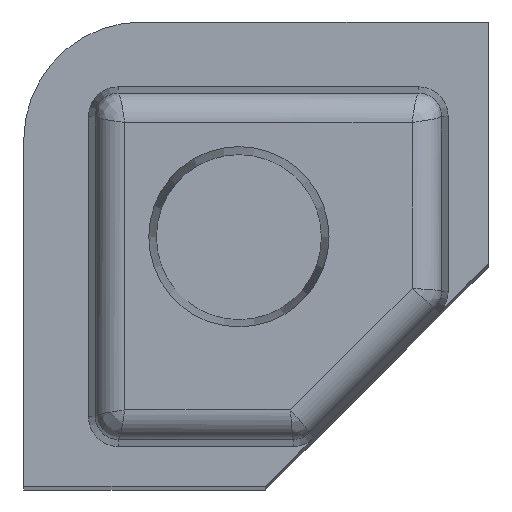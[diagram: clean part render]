
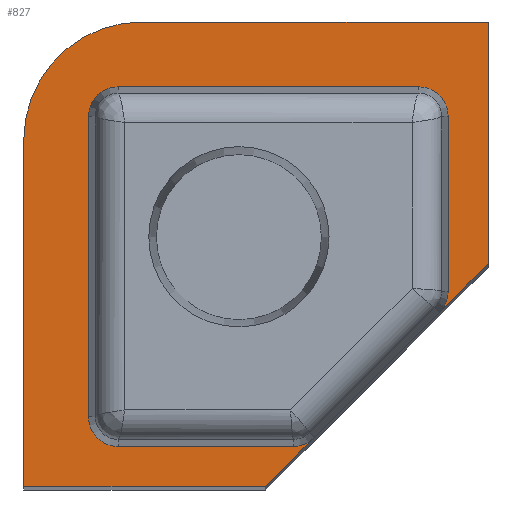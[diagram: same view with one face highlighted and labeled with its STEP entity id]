
A CAD part, top view. The second image highlights one B-rep face of the part: STEP entity #827.
In plain terms, the highlighted planar face has unit normal (0, 0, 1).
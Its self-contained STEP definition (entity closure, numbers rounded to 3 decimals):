
#25=CIRCLE('',#889,0.5);
#26=CIRCLE('',#892,0.5);
#28=CIRCLE('',#897,0.5);
#29=CIRCLE('',#900,0.5);
#30=CIRCLE('',#903,0.5);
#32=CIRCLE('',#907,2.);
#59=PLANE('',#906);
#122=FACE_OUTER_BOUND('',#178,.T.);
#178=EDGE_LOOP('',(#725,#726,#727,#728,#729,#730,#731,#732,#733,#734,#735,
#736,#737,#738,#739,#740));
#229=LINE('',#2130,#299);
#233=LINE('',#2139,#303);
#236=LINE('',#2147,#306);
#239=LINE('',#2158,#309);
#244=LINE('',#2175,#314);
#245=LINE('',#2177,#315);
#246=LINE('',#2179,#316);
#247=LINE('',#2183,#317);
#248=LINE('',#2185,#318);
#249=LINE('',#2186,#319);
#299=VECTOR('',#1026,10.);
#303=VECTOR('',#1036,10.);
#306=VECTOR('',#1045,10.);
#309=VECTOR('',#1058,10.);
#314=VECTOR('',#1079,10.);
#315=VECTOR('',#1080,10.);
#316=VECTOR('',#1081,10.);
#317=VECTOR('',#1084,10.);
#318=VECTOR('',#1085,10.);
#319=VECTOR('',#1086,10.);
#404=VERTEX_POINT('',#2127);
#405=VERTEX_POINT('',#2129);
#406=VERTEX_POINT('',#2133);
#407=VERTEX_POINT('',#2137);
#408=VERTEX_POINT('',#2141);
#409=VERTEX_POINT('',#2145);
#411=VERTEX_POINT('',#2152);
#412=VERTEX_POINT('',#2156);
#413=VERTEX_POINT('',#2160);
#414=VERTEX_POINT('',#2164);
#416=VERTEX_POINT('',#2174);
#417=VERTEX_POINT('',#2176);
#418=VERTEX_POINT('',#2178);
#419=VERTEX_POINT('',#2180);
#420=VERTEX_POINT('',#2182);
#421=VERTEX_POINT('',#2184);
#503=EDGE_CURVE('',#405,#404,#229,.T.);
#506=EDGE_CURVE('',#404,#406,#25,.T.);
#508=EDGE_CURVE('',#406,#407,#233,.T.);
#510=EDGE_CURVE('',#407,#408,#26,.T.);
#512=EDGE_CURVE('',#408,#409,#236,.T.);
#515=EDGE_CURVE('',#409,#411,#28,.T.);
#517=EDGE_CURVE('',#411,#412,#239,.T.);
#519=EDGE_CURVE('',#412,#413,#29,.T.);
#522=EDGE_CURVE('',#414,#405,#30,.T.);
#525=EDGE_CURVE('',#416,#413,#244,.T.);
#526=EDGE_CURVE('',#417,#416,#245,.T.);
#527=EDGE_CURVE('',#418,#417,#246,.T.);
#528=EDGE_CURVE('',#419,#418,#32,.T.);
#529=EDGE_CURVE('',#420,#419,#247,.T.);
#530=EDGE_CURVE('',#421,#420,#248,.T.);
#531=EDGE_CURVE('',#414,#421,#249,.T.);
#725=ORIENTED_EDGE('',*,*,#522,.T.);
#726=ORIENTED_EDGE('',*,*,#503,.T.);
#727=ORIENTED_EDGE('',*,*,#506,.T.);
#728=ORIENTED_EDGE('',*,*,#508,.T.);
#729=ORIENTED_EDGE('',*,*,#510,.T.);
#730=ORIENTED_EDGE('',*,*,#512,.T.);
#731=ORIENTED_EDGE('',*,*,#515,.T.);
#732=ORIENTED_EDGE('',*,*,#517,.T.);
#733=ORIENTED_EDGE('',*,*,#519,.T.);
#734=ORIENTED_EDGE('',*,*,#525,.F.);
#735=ORIENTED_EDGE('',*,*,#526,.F.);
#736=ORIENTED_EDGE('',*,*,#527,.F.);
#737=ORIENTED_EDGE('',*,*,#528,.F.);
#738=ORIENTED_EDGE('',*,*,#529,.F.);
#739=ORIENTED_EDGE('',*,*,#530,.F.);
#740=ORIENTED_EDGE('',*,*,#531,.F.);
#827=ADVANCED_FACE('',(#122),#59,.T.);
#889=AXIS2_PLACEMENT_3D('',#2135,#1031,#1032);
#892=AXIS2_PLACEMENT_3D('',#2143,#1040,#1041);
#897=AXIS2_PLACEMENT_3D('',#2154,#1053,#1054);
#900=AXIS2_PLACEMENT_3D('',#2162,#1062,#1063);
#903=AXIS2_PLACEMENT_3D('',#2168,#1070,#1071);
#906=AXIS2_PLACEMENT_3D('',#2173,#1077,#1078);
#907=AXIS2_PLACEMENT_3D('',#2181,#1082,#1083);
#1026=DIRECTION('',(-1.,0.,0.));
#1031=DIRECTION('center_axis',(0.,0.,-1.));
#1032=DIRECTION('ref_axis',(1.,0.,0.));
#1036=DIRECTION('',(0.,1.,0.));
#1040=DIRECTION('center_axis',(0.,0.,-1.));
#1041=DIRECTION('ref_axis',(0.,-1.,0.));
#1045=DIRECTION('',(1.,0.,0.));
#1053=DIRECTION('center_axis',(0.,0.,-1.));
#1054=DIRECTION('ref_axis',(-1.,0.,0.));
#1058=DIRECTION('',(0.,-1.,0.));
#1062=DIRECTION('center_axis',(0.,0.,-1.));
#1063=DIRECTION('ref_axis',(-0.707,0.707,0.));
#1070=DIRECTION('center_axis',(0.,0.,-1.));
#1071=DIRECTION('ref_axis',(0.,1.,0.));
#1077=DIRECTION('center_axis',(0.,0.,1.));
#1078=DIRECTION('ref_axis',(1.,0.,0.));
#1079=DIRECTION('',(-0.707,-0.707,0.));
#1080=DIRECTION('',(0.,-1.,0.));
#1081=DIRECTION('',(1.,0.,0.));
#1082=DIRECTION('center_axis',(0.,0.,-1.));
#1083=DIRECTION('ref_axis',(0.,1.,0.));
#1084=DIRECTION('',(0.,1.,0.));
#1085=DIRECTION('',(-1.,0.,0.));
#1086=DIRECTION('',(-0.707,-0.707,0.));
#2127=CARTESIAN_POINT('',(-23.25,17.65,17.05));
#2129=CARTESIAN_POINT('',(-20.277,17.65,17.05));
#2130=CARTESIAN_POINT('',(-20.594,17.65,17.05));
#2133=CARTESIAN_POINT('',(-23.75,18.15,17.05));
#2135=CARTESIAN_POINT('Origin',(-23.25,18.15,17.05));
#2137=CARTESIAN_POINT('',(-23.75,23.25,17.05));
#2139=CARTESIAN_POINT('',(-23.75,19.53,17.05));
#2141=CARTESIAN_POINT('',(-23.25,23.75,17.05));
#2143=CARTESIAN_POINT('Origin',(-23.25,23.25,17.05));
#2145=CARTESIAN_POINT('',(-18.15,23.75,17.05));
#2147=CARTESIAN_POINT('',(-22.08,23.75,17.05));
#2152=CARTESIAN_POINT('',(-17.65,23.25,17.05));
#2154=CARTESIAN_POINT('Origin',(-18.15,23.25,17.05));
#2156=CARTESIAN_POINT('',(-17.65,20.277,17.05));
#2158=CARTESIAN_POINT('',(-17.65,22.08,17.05));
#2160=CARTESIAN_POINT('',(-17.796,19.924,17.05));
#2162=CARTESIAN_POINT('Origin',(-18.15,20.277,17.05));
#2164=CARTESIAN_POINT('',(-19.924,17.796,17.05));
#2168=CARTESIAN_POINT('Origin',(-20.277,18.15,17.05));
#2173=CARTESIAN_POINT('Origin',(-20.91,20.91,17.05));
#2174=CARTESIAN_POINT('',(-16.97,20.75,17.05));
#2175=CARTESIAN_POINT('',(-19.805,17.915,17.05));
#2176=CARTESIAN_POINT('',(-16.97,24.85,17.05));
#2177=CARTESIAN_POINT('',(-16.97,20.83,17.05));
#2178=CARTESIAN_POINT('',(-22.85,24.85,17.05));
#2179=CARTESIAN_POINT('',(-18.94,24.85,17.05));
#2180=CARTESIAN_POINT('',(-24.85,22.85,17.05));
#2181=CARTESIAN_POINT('Origin',(-22.85,22.85,17.05));
#2182=CARTESIAN_POINT('',(-24.85,16.97,17.05));
#2183=CARTESIAN_POINT('',(-24.85,21.88,17.05));
#2184=CARTESIAN_POINT('',(-20.75,16.97,17.05));
#2185=CARTESIAN_POINT('',(-22.88,16.97,17.05));
#2186=CARTESIAN_POINT('',(-19.805,17.915,17.05));
